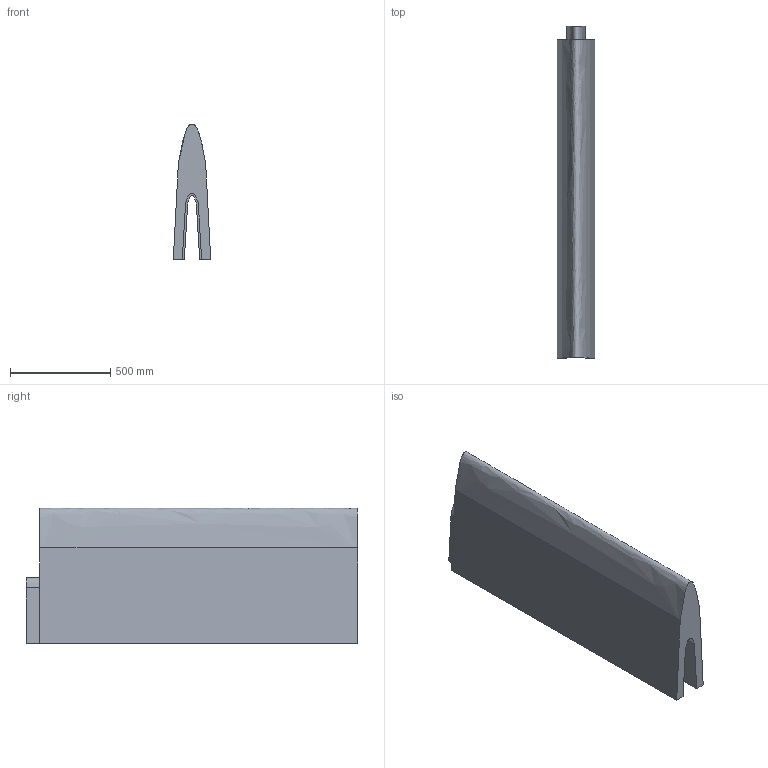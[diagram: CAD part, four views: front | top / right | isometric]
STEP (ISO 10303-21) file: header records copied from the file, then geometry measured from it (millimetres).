
FILE_DESCRIPTION ((), '1');
FILE_NAME ('arenaWall.stp', '2020-09-10T13:01:16', ('Unknown'), ('Unknown'), 'HarmonyWare STEP v1.7.11', 'HarmonyWare Translators', '');
FILE_SCHEMA (('CONFIG_CONTROL_DESIGN'));
Length unit declared in the file: centimetre
Products named in the file (1): olie
Bounding box: 186.75 x 1654 x 675.24 mm (x, y, z)
Volume: 17206581.3 mm3; surface area: 4866208 mm2
Topology: 1 solids, 1 shells, 26 faces, 78 edges, 54 vertices
Faces by surface type: bspline 26
Entity records: 1992 total; most frequent: CARTESIAN_POINT 1421, ORIENTED_EDGE 156, B_SPLINE_CURVE_WITH_KNOTS 78, EDGE_CURVE 78, VERTEX_POINT 54, EDGE_LOOP 26, FACE_OUTER_BOUND 26, B_SPLINE_SURFACE_WITH_KNOTS 26
